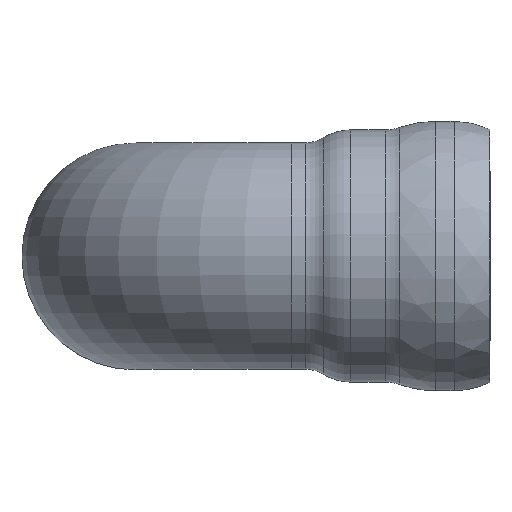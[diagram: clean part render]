
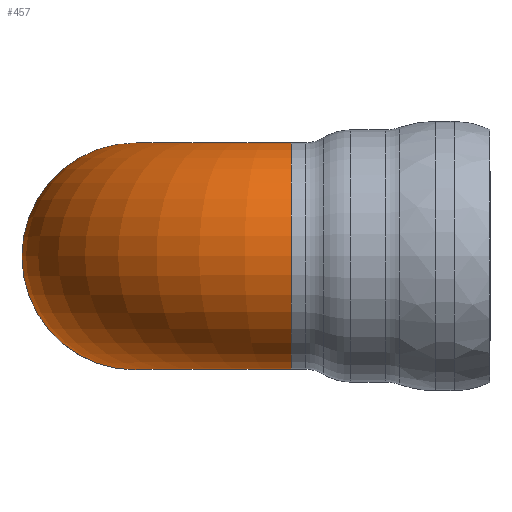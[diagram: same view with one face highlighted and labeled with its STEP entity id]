
A CAD part, top view. The second image highlights one B-rep face of the part: STEP entity #457.
In plain terms, the highlighted toroidal (fillet/blend) face has major radius 365 mm and minor radius 265 mm.
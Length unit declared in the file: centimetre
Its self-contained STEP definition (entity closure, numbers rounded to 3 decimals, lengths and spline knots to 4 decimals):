
#37=TOROIDAL_SURFACE('',#540,36.5,26.5);
#97=FACE_OUTER_BOUND('',#129,.T.);
#129=EDGE_LOOP('',(#422,#423,#424,#425));
#180=CIRCLE('',#531,26.5);
#182=CIRCLE('',#535,26.5);
#185=CIRCLE('',#541,10.);
#224=VERTEX_POINT('',#944);
#226=VERTEX_POINT('',#952);
#287=EDGE_CURVE('',#224,#224,#180,.T.);
#290=EDGE_CURVE('',#226,#226,#182,.T.);
#293=EDGE_CURVE('',#226,#224,#185,.T.);
#422=ORIENTED_EDGE('',*,*,#290,.F.);
#423=ORIENTED_EDGE('',*,*,#293,.T.);
#424=ORIENTED_EDGE('',*,*,#287,.T.);
#425=ORIENTED_EDGE('',*,*,#293,.F.);
#457=ADVANCED_FACE('',(#97),#37,.T.);
#531=AXIS2_PLACEMENT_3D('',#946,#694,#695);
#535=AXIS2_PLACEMENT_3D('',#953,#703,#704);
#540=AXIS2_PLACEMENT_3D('',#959,#713,#714);
#541=AXIS2_PLACEMENT_3D('',#960,#715,#716);
#694=DIRECTION('center_axis',(0.,0.,
1.));
#695=DIRECTION('ref_axis',(1.,0.,0.));
#703=DIRECTION('center_axis',(1.,0.,0.));
#704=DIRECTION('ref_axis',(0.,1.,0.));
#713=DIRECTION('center_axis',(0.,1.,0.));
#714=DIRECTION('ref_axis',(-1.,0.,0.));
#715=DIRECTION('center_axis',(0.,-1.,0.));
#716=DIRECTION('ref_axis',(-1.,0.,0.));
#944=CARTESIAN_POINT('',(121.0506,161.5752,10.7543));
#946=CARTESIAN_POINT('Origin',(94.5506,161.5752,10.7543));
#952=CARTESIAN_POINT('',(131.0506,161.5752,20.7543));
#953=CARTESIAN_POINT('Origin',(131.0506,161.5752,47.2543));
#959=CARTESIAN_POINT('Origin',(131.0506,161.5752,10.7543));
#960=CARTESIAN_POINT('Origin',(131.0506,161.5752,10.7543));
